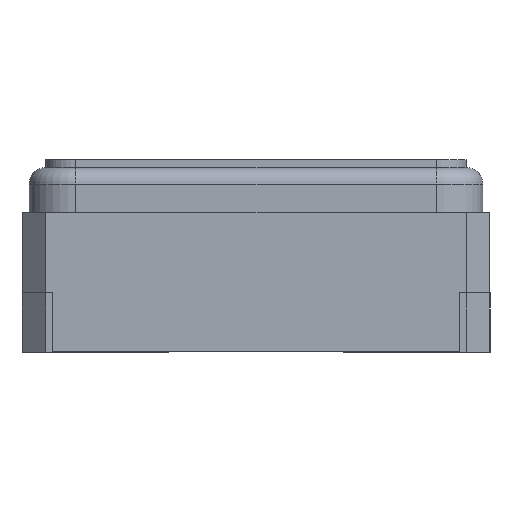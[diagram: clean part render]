
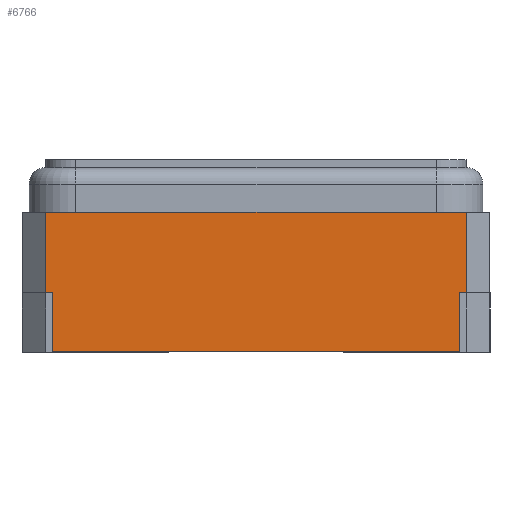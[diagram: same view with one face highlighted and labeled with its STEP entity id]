
A CAD part, left-side view. The second image highlights one B-rep face of the part: STEP entity #6766.
In plain terms, the highlighted planar face has unit normal (-1, 0, 0).
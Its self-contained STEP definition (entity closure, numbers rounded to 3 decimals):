
#496 = EDGE_CURVE ( 'NONE', #6746, #12003, #4947, .T. ) ;
#504 = CARTESIAN_POINT ( 'NONE',  ( -1.25, 0.9, 0.6 ) ) ;
#513 = EDGE_CURVE ( 'NONE', #10578, #2113, #11125, .T. ) ;
#574 = ORIENTED_EDGE ( 'NONE', *, *, #3750, .F. ) ;
#681 = ORIENTED_EDGE ( 'NONE', *, *, #1873, .T. ) ;
#839 = CARTESIAN_POINT ( 'NONE',  ( -1.25, 0.9, 0.6 ) ) ;
#902 = CARTESIAN_POINT ( 'NONE',  ( -1.25, -0.87, 0.005 ) ) ;
#1087 = LINE ( 'NONE', #3563, #6200 ) ;
#1250 = CARTESIAN_POINT ( 'NONE',  ( -1.25, -0.87, 0.255 ) ) ;
#1555 = LINE ( 'NONE', #9794, #4130 ) ;
#1815 = DIRECTION ( 'NONE',  ( 0., 0., -1. ) ) ;
#1873 = EDGE_CURVE ( 'NONE', #5544, #8760, #1087, .T. ) ;
#1902 = DIRECTION ( 'NONE',  ( 0., 0., -1. ) ) ;
#2113 = VERTEX_POINT ( 'NONE', #5951 ) ;
#2136 = FACE_OUTER_BOUND ( 'NONE', #11003, .T. ) ;
#2374 = LINE ( 'NONE', #4217, #7500 ) ;
#2691 = ORIENTED_EDGE ( 'NONE', *, *, #11188, .T. ) ;
#2743 = DIRECTION ( 'NONE',  ( 0., 0., 1. ) ) ;
#2851 = AXIS2_PLACEMENT_3D ( 'NONE', #9226, #3464, #10222 ) ;
#3069 = DIRECTION ( 'NONE',  ( 0., -1., 0. ) ) ;
#3099 = EDGE_CURVE ( 'NONE', #6500, #10578, #6032, .T. ) ;
#3420 = PLANE ( 'NONE',  #2851 ) ;
#3464 = DIRECTION ( 'NONE',  ( 1., 0., 0. ) ) ;
#3474 = VECTOR ( 'NONE', #2743, 1000. ) ;
#3512 = ORIENTED_EDGE ( 'NONE', *, *, #513, .T. ) ;
#3563 = CARTESIAN_POINT ( 'NONE',  ( -1.25, 0.9, 0.255 ) ) ;
#3687 = CARTESIAN_POINT ( 'NONE',  ( -1.25, 0.9, 0.255 ) ) ;
#3743 = VECTOR ( 'NONE', #8557, 1000. ) ;
#3750 = EDGE_CURVE ( 'NONE', #12003, #2113, #2374, .T. ) ;
#4130 = VECTOR ( 'NONE', #3069, 1000. ) ;
#4135 = CARTESIAN_POINT ( 'NONE',  ( -1.25, 0.9, 0.6 ) ) ;
#4217 = CARTESIAN_POINT ( 'NONE',  ( -1.25, -0.9, 0.6 ) ) ;
#4476 = DIRECTION ( 'NONE',  ( 0., -1., 0. ) ) ;
#4947 = LINE ( 'NONE', #4135, #9770 ) ;
#5544 = VERTEX_POINT ( 'NONE', #11108 ) ;
#5590 = CARTESIAN_POINT ( 'NONE',  ( -1.25, -0.87, 0.6 ) ) ;
#5951 = CARTESIAN_POINT ( 'NONE',  ( -1.25, -0.9, 0.255 ) ) ;
#6032 = LINE ( 'NONE', #5590, #3474 ) ;
#6200 = VECTOR ( 'NONE', #4476, 1000. ) ;
#6321 = ORIENTED_EDGE ( 'NONE', *, *, #10838, .T. ) ;
#6324 = VECTOR ( 'NONE', #1815, 1000. ) ;
#6500 = VERTEX_POINT ( 'NONE', #902 ) ;
#6632 = EDGE_CURVE ( 'NONE', #8009, #6500, #1555, .T. ) ;
#6707 = CARTESIAN_POINT ( 'NONE',  ( -1.25, 0.87, 0.6 ) ) ;
#6746 = VERTEX_POINT ( 'NONE', #504 ) ;
#6766 = ADVANCED_FACE ( 'NONE', ( #2136 ), #3420, .F. ) ;
#7500 = VECTOR ( 'NONE', #10961, 1000. ) ;
#7558 = VECTOR ( 'NONE', #1902, 1000. ) ;
#7988 = ORIENTED_EDGE ( 'NONE', *, *, #3099, .T. ) ;
#8009 = VERTEX_POINT ( 'NONE', #11304 ) ;
#8336 = CARTESIAN_POINT ( 'NONE',  ( -1.25, 0.87, 0.255 ) ) ;
#8557 = DIRECTION ( 'NONE',  ( 0., -1., 0. ) ) ;
#8589 = LINE ( 'NONE', #839, #6324 ) ;
#8742 = ORIENTED_EDGE ( 'NONE', *, *, #496, .F. ) ;
#8760 = VERTEX_POINT ( 'NONE', #8336 ) ;
#8884 = CARTESIAN_POINT ( 'NONE',  ( -1.25, -0.9, 0.6 ) ) ;
#9226 = CARTESIAN_POINT ( 'NONE',  ( -1.25, 0.9, 0.6 ) ) ;
#9770 = VECTOR ( 'NONE', #11838, 1000. ) ;
#9794 = CARTESIAN_POINT ( 'NONE',  ( -1.25, 0.9, 0.005 ) ) ;
#9830 = LINE ( 'NONE', #6707, #7558 ) ;
#10222 = DIRECTION ( 'NONE',  ( 0., 0., -1. ) ) ;
#10578 = VERTEX_POINT ( 'NONE', #1250 ) ;
#10838 = EDGE_CURVE ( 'NONE', #8760, #8009, #9830, .T. ) ;
#10961 = DIRECTION ( 'NONE',  ( 0., 0., -1. ) ) ;
#11003 = EDGE_LOOP ( 'NONE', ( #681, #6321, #11731, #7988, #3512, #574, #8742, #2691 ) ) ;
#11108 = CARTESIAN_POINT ( 'NONE',  ( -1.25, 0.9, 0.255 ) ) ;
#11125 = LINE ( 'NONE', #3687, #3743 ) ;
#11188 = EDGE_CURVE ( 'NONE', #6746, #5544, #8589, .T. ) ;
#11304 = CARTESIAN_POINT ( 'NONE',  ( -1.25, 0.87, 0.005 ) ) ;
#11731 = ORIENTED_EDGE ( 'NONE', *, *, #6632, .T. ) ;
#11838 = DIRECTION ( 'NONE',  ( 0., -1., 0. ) ) ;
#12003 = VERTEX_POINT ( 'NONE', #8884 ) ;
